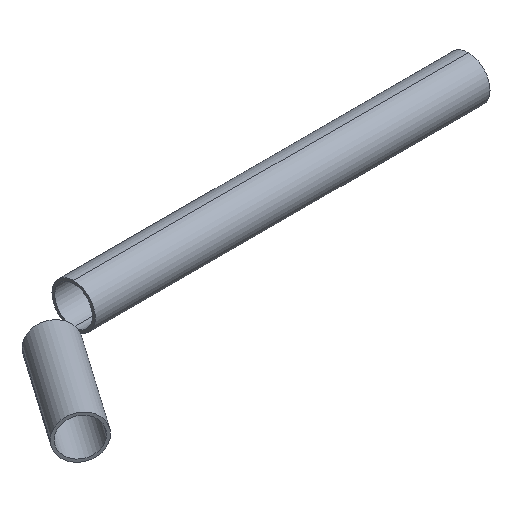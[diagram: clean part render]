
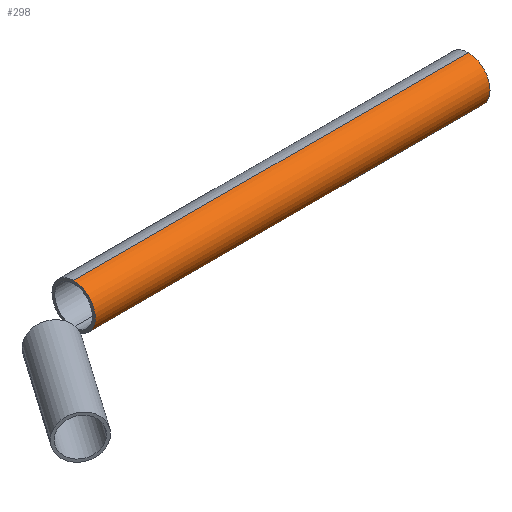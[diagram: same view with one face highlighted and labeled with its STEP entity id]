
A CAD part, isometric view. The second image highlights one B-rep face of the part: STEP entity #298.
In plain terms, the highlighted cylindrical face has radius 30.15 mm (diameter 60.3 mm), a partial arc.
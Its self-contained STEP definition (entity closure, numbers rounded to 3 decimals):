
#6 = CIRCLE ( 'NONE', #143, 30.15 ) ;
#17 = DIRECTION ( 'NONE',  ( -1., 0., 0. ) ) ;
#21 = AXIS2_PLACEMENT_3D ( 'NONE', #267, #139, #206 ) ;
#27 = ORIENTED_EDGE ( 'NONE', *, *, #260, .F. ) ;
#29 = VECTOR ( 'NONE', #343, 1000. ) ;
#45 = VERTEX_POINT ( 'NONE', #59 ) ;
#50 = DIRECTION ( 'NONE',  ( 1., 0., 0. ) ) ;
#59 = CARTESIAN_POINT ( 'NONE',  ( 154.192, 163.558, -30.15 ) ) ;
#70 = ORIENTED_EDGE ( 'NONE', *, *, #105, .F. ) ;
#76 = DIRECTION ( 'NONE',  ( 0., 0., -1. ) ) ;
#92 = DIRECTION ( 'NONE',  ( 0., 0., -1. ) ) ;
#100 = ORIENTED_EDGE ( 'NONE', *, *, #362, .T. ) ;
#104 = CARTESIAN_POINT ( 'NONE',  ( 704.192, 163.558, -30.15 ) ) ;
#105 = EDGE_CURVE ( 'NONE', #349, #45, #405, .T. ) ;
#116 = EDGE_CURVE ( 'NONE', #293, #45, #6, .T. ) ;
#121 = CARTESIAN_POINT ( 'NONE',  ( 704.192, 163.558, -30.15 ) ) ;
#136 = VECTOR ( 'NONE', #17, 1000. ) ;
#139 = DIRECTION ( 'NONE',  ( -1., 0., 0. ) ) ;
#141 = FACE_OUTER_BOUND ( 'NONE', #262, .T. ) ;
#143 = AXIS2_PLACEMENT_3D ( 'NONE', #286, #250, #92 ) ;
#159 = AXIS2_PLACEMENT_3D ( 'NONE', #361, #50, #76 ) ;
#163 = VERTEX_POINT ( 'NONE', #185 ) ;
#171 = CARTESIAN_POINT ( 'NONE',  ( 154.192, 163.558, 30.15 ) ) ;
#185 = CARTESIAN_POINT ( 'NONE',  ( 704.192, 163.558, 30.15 ) ) ;
#201 = CIRCLE ( 'NONE', #159, 30.15 ) ;
#206 = DIRECTION ( 'NONE',  ( 0., 0., 1. ) ) ;
#250 = DIRECTION ( 'NONE',  ( 1., 0., 0. ) ) ;
#260 = EDGE_CURVE ( 'NONE', #163, #349, #201, .T. ) ;
#262 = EDGE_LOOP ( 'NONE', ( #70, #27, #100, #378 ) ) ;
#267 = CARTESIAN_POINT ( 'NONE',  ( 704.192, 163.558, 0. ) ) ;
#286 = CARTESIAN_POINT ( 'NONE',  ( 154.192, 163.558, 0. ) ) ;
#293 = VERTEX_POINT ( 'NONE', #171 ) ;
#298 = ADVANCED_FACE ( 'NONE', ( #141 ), #331, .T. ) ;
#326 = LINE ( 'NONE', #359, #136 ) ;
#331 = CYLINDRICAL_SURFACE ( 'NONE', #21, 30.15 ) ;
#343 = DIRECTION ( 'NONE',  ( -1., 0., 0. ) ) ;
#349 = VERTEX_POINT ( 'NONE', #104 ) ;
#359 = CARTESIAN_POINT ( 'NONE',  ( 704.192, 163.558, 30.15 ) ) ;
#361 = CARTESIAN_POINT ( 'NONE',  ( 704.192, 163.558, 0. ) ) ;
#362 = EDGE_CURVE ( 'NONE', #163, #293, #326, .T. ) ;
#378 = ORIENTED_EDGE ( 'NONE', *, *, #116, .T. ) ;
#405 = LINE ( 'NONE', #121, #29 ) ;
